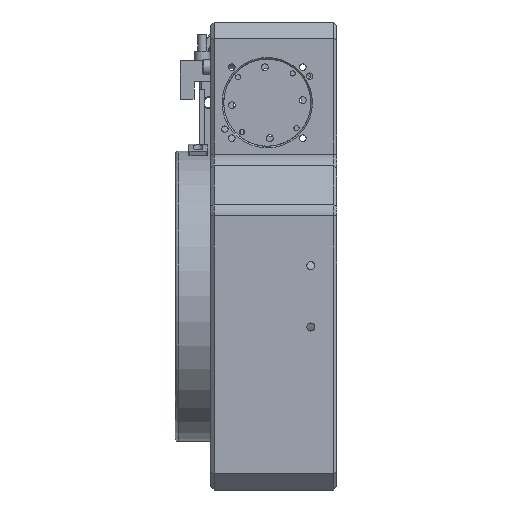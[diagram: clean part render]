
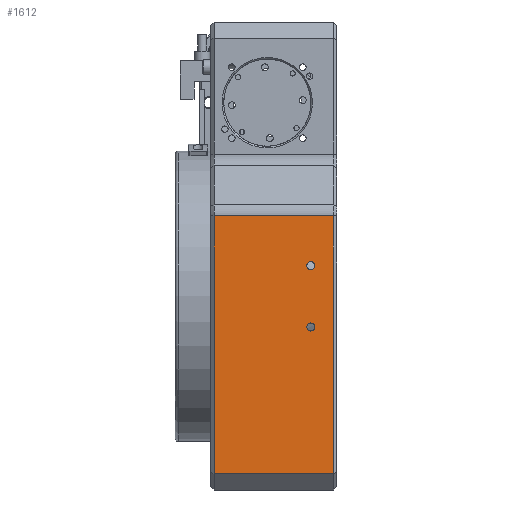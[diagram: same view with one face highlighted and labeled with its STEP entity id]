
A CAD part, left-side view. The second image highlights one B-rep face of the part: STEP entity #1612.
In plain terms, the highlighted planar face has unit normal (-1, 0, 0).
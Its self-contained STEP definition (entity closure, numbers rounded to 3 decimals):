
#685 = DIRECTION ( 'NONE',  ( 1., 0., 0. ) ) ;
#1612 = ADVANCED_FACE ( 'NONE', ( #9591, #15566, #2163 ), #8135, .F. ) ;
#1670 = VECTOR ( 'NONE', #3897, 1000. ) ;
#1823 = VECTOR ( 'NONE', #8381, 1000. ) ;
#1944 = VERTEX_POINT ( 'NONE', #13557 ) ;
#2131 = ORIENTED_EDGE ( 'NONE', *, *, #13364, .T. ) ;
#2150 = DIRECTION ( 'NONE',  ( 0., -1., 0. ) ) ;
#2163 = FACE_OUTER_BOUND ( 'NONE', #12510, .T. ) ;
#2192 = DIRECTION ( 'NONE',  ( 0., 1., 0. ) ) ;
#2353 = DIRECTION ( 'NONE',  ( -1., 0., 0. ) ) ;
#2400 = CARTESIAN_POINT ( 'NONE',  ( -60., 1., -60. ) ) ;
#2414 = AXIS2_PLACEMENT_3D ( 'NONE', #14083, #685, #6658 ) ;
#3281 = AXIS2_PLACEMENT_3D ( 'NONE', #15758, #2353, #8328 ) ;
#3514 = DIRECTION ( 'NONE',  ( 0., 0., 1. ) ) ;
#3897 = DIRECTION ( 'NONE',  ( 0., 0., -1. ) ) ;
#4076 = VERTEX_POINT ( 'NONE', #6496 ) ;
#4275 = VERTEX_POINT ( 'NONE', #10241 ) ;
#4294 = VECTOR ( 'NONE', #2192, 1000. ) ;
#4339 = VERTEX_POINT ( 'NONE', #18003 ) ;
#4967 = EDGE_CURVE ( 'NONE', #4076, #9950, #15802, .T. ) ;
#6496 = CARTESIAN_POINT ( 'NONE',  ( -60., 1., -55. ) ) ;
#6658 = DIRECTION ( 'NONE',  ( 0., 0., -1. ) ) ;
#8135 = PLANE ( 'NONE',  #2414 ) ;
#8328 = DIRECTION ( 'NONE',  ( 0., 0., 1. ) ) ;
#8381 = DIRECTION ( 'NONE',  ( 0., 0., 1. ) ) ;
#8382 = EDGE_CURVE ( 'NONE', #4275, #4275, #15422, .T. ) ;
#8477 = EDGE_CURVE ( 'NONE', #1944, #4339, #11326, .T. ) ;
#9289 = EDGE_CURVE ( 'NONE', #11893, #11893, #11694, .T. ) ;
#9576 = LINE ( 'NONE', #15547, #18353 ) ;
#9591 = FACE_BOUND ( 'NONE', #14142, .T. ) ;
#9623 = LINE ( 'NONE', #15596, #4294 ) ;
#9950 = VERTEX_POINT ( 'NONE', #16005 ) ;
#10241 = CARTESIAN_POINT ( 'NONE',  ( -60., 8., 10.75 ) ) ;
#10726 = EDGE_LOOP ( 'NONE', ( #10815 ) ) ;
#10815 = ORIENTED_EDGE ( 'NONE', *, *, #8382, .F. ) ;
#10945 = CARTESIAN_POINT ( 'NONE',  ( -60., 8., 9.5 ) ) ;
#11326 = LINE ( 'NONE', #17295, #1670 ) ;
#11694 = CIRCLE ( 'NONE', #3281, 1.25 ) ;
#11893 = VERTEX_POINT ( 'NONE', #17864 ) ;
#12510 = EDGE_LOOP ( 'NONE', ( #13880, #14365, #2131, #14149 ) ) ;
#12626 = ORIENTED_EDGE ( 'NONE', *, *, #9289, .F. ) ;
#13364 = EDGE_CURVE ( 'NONE', #9950, #1944, #9623, .T. ) ;
#13557 = CARTESIAN_POINT ( 'NONE',  ( -60., 38., 24.929 ) ) ;
#13880 = ORIENTED_EDGE ( 'NONE', *, *, #16516, .T. ) ;
#14083 = CARTESIAN_POINT ( 'NONE',  ( -60., 39., -60. ) ) ;
#14142 = EDGE_LOOP ( 'NONE', ( #12626 ) ) ;
#14149 = ORIENTED_EDGE ( 'NONE', *, *, #8477, .T. ) ;
#14365 = ORIENTED_EDGE ( 'NONE', *, *, #4967, .T. ) ;
#15422 = CIRCLE ( 'NONE', #17920, 1.25 ) ;
#15547 = CARTESIAN_POINT ( 'NONE',  ( -60., 39., -55. ) ) ;
#15566 = FACE_BOUND ( 'NONE', #10726, .T. ) ;
#15596 = CARTESIAN_POINT ( 'NONE',  ( -60., 39., 24.929 ) ) ;
#15758 = CARTESIAN_POINT ( 'NONE',  ( -60., 8., -9.5 ) ) ;
#15802 = LINE ( 'NONE', #2400, #1823 ) ;
#16005 = CARTESIAN_POINT ( 'NONE',  ( -60., 1., 24.929 ) ) ;
#16516 = EDGE_CURVE ( 'NONE', #4339, #4076, #9576, .T. ) ;
#16912 = DIRECTION ( 'NONE',  ( -1., 0., 0. ) ) ;
#17295 = CARTESIAN_POINT ( 'NONE',  ( -60., 38., -55. ) ) ;
#17864 = CARTESIAN_POINT ( 'NONE',  ( -60., 8., -8.25 ) ) ;
#17920 = AXIS2_PLACEMENT_3D ( 'NONE', #10945, #16912, #3514 ) ;
#18003 = CARTESIAN_POINT ( 'NONE',  ( -60., 38., -55. ) ) ;
#18353 = VECTOR ( 'NONE', #2150, 1000. ) ;
